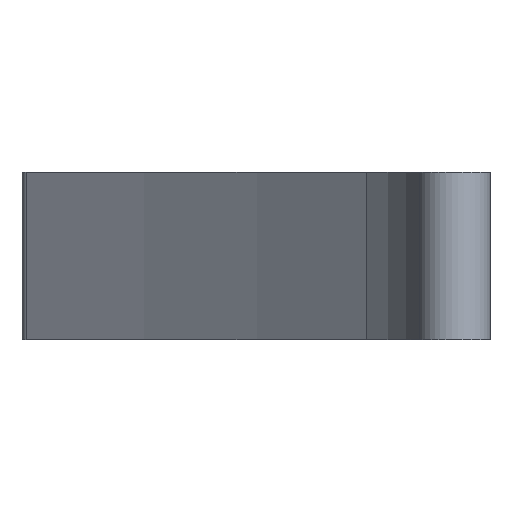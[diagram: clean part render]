
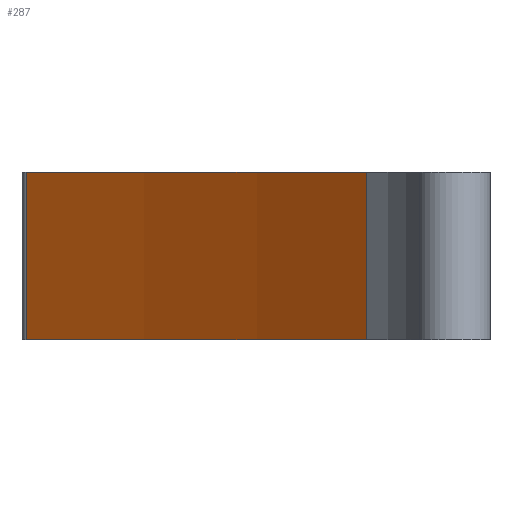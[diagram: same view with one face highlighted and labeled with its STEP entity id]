
A CAD part, left-side view. The second image highlights one B-rep face of the part: STEP entity #287.
In plain terms, the highlighted cylindrical face has radius 161.799 mm (diameter 323.598 mm), a partial arc.
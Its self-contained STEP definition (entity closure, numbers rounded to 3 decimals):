
#27=FACE_OUTER_BOUND('',#45,.T.);
#45=EDGE_LOOP('',(#217,#218,#219,#220));
#57=LINE('',#474,#71);
#63=LINE('',#522,#77);
#71=VECTOR('',#370,10.);
#77=VECTOR('',#422,10.);
#97=CIRCLE('',#334,161.799);
#104=CIRCLE('',#346,161.799);
#114=VERTEX_POINT('',#471);
#115=VERTEX_POINT('',#473);
#126=VERTEX_POINT('',#497);
#134=VERTEX_POINT('',#520);
#142=EDGE_CURVE('',#114,#115,#57,.T.);
#155=EDGE_CURVE('',#126,#114,#97,.T.);
#166=EDGE_CURVE('',#134,#126,#63,.T.);
#168=EDGE_CURVE('',#115,#134,#104,.T.);
#217=ORIENTED_EDGE('',*,*,#142,.F.);
#218=ORIENTED_EDGE('',*,*,#155,.F.);
#219=ORIENTED_EDGE('',*,*,#166,.F.);
#220=ORIENTED_EDGE('',*,*,#168,.F.);
#272=CYLINDRICAL_SURFACE('',#345,161.799);
#287=ADVANCED_FACE('',(#27),#272,.F.);
#334=AXIS2_PLACEMENT_3D('',#499,#396,#397);
#345=AXIS2_PLACEMENT_3D('',#524,#424,#425);
#346=AXIS2_PLACEMENT_3D('',#525,#426,#427);
#370=DIRECTION('',(0.,0.,1.));
#396=DIRECTION('center_axis',(0.,0.,1.));
#397=DIRECTION('ref_axis',(-0.709,0.705,0.));
#422=DIRECTION('',(0.,0.,-1.));
#424=DIRECTION('center_axis',(0.,0.,-1.));
#425=DIRECTION('ref_axis',(-0.709,0.705,0.));
#426=DIRECTION('center_axis',(0.,0.,-1.));
#427=DIRECTION('ref_axis',(-0.709,0.705,0.));
#471=CARTESIAN_POINT('',(-0.406,3.463,-8.));
#473=CARTESIAN_POINT('',(-0.406,3.463,0.));
#474=CARTESIAN_POINT('',(-0.406,3.463,0.));
#497=CARTESIAN_POINT('',(-13.79,-12.822,-8.));
#499=CARTESIAN_POINT('Origin',(-131.833,97.833,-8.));
#520=CARTESIAN_POINT('',(-13.79,-12.822,0.));
#522=CARTESIAN_POINT('',(-13.79,-12.822,0.));
#524=CARTESIAN_POINT('Origin',(-131.833,97.833,0.));
#525=CARTESIAN_POINT('Origin',(-131.833,97.833,0.));
